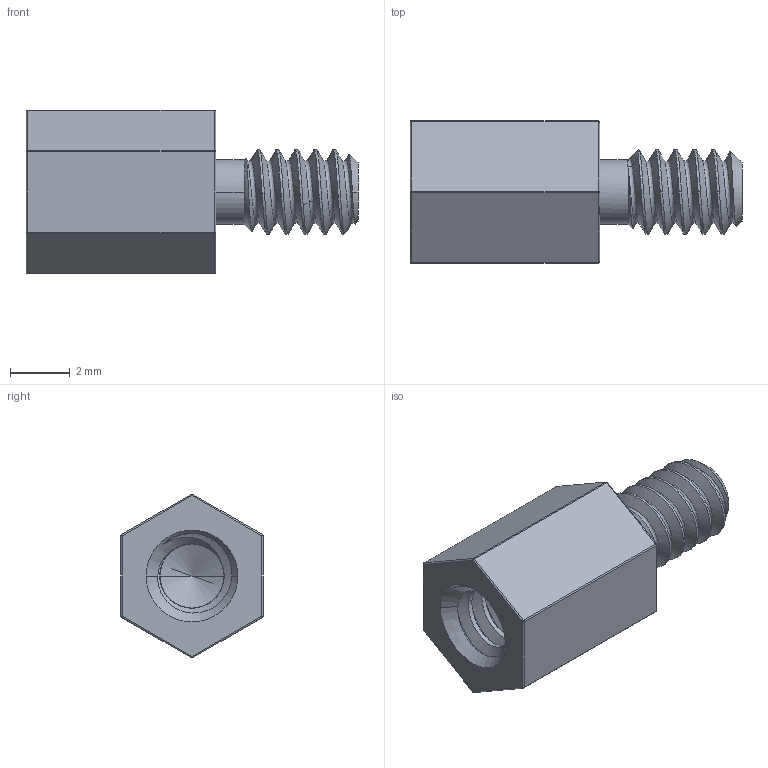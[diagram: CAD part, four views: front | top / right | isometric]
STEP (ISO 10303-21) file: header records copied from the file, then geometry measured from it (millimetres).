
FILE_DESCRIPTION((''),'2;1');
FILE_NAME('MALE_FEMALE_STANDOFF','2022-01-06T',('SYSTEM'),(''),'PRO/ENGINEER BY PARAMETRIC TECHNOLOGY CORPORATION, 2016360','PRO/ENGINEER BY PARAMETRIC TECHNOLOGY CORPORATION, 2016360','');
FILE_SCHEMA(('AUTOMOTIVE_DESIGN { 1 0 10303 214 1 1 1 1 }'));
Length unit declared in the file: inch
Products named in the file (1): MALE_FEMALE_STANDOFF
Bounding box: 11.11 x 4.76 x 5.48 mm (x, y, z)
Volume: 126.7 mm3; surface area: 240.4 mm2
Topology: 1 solids, 1 shells, 82 faces, 188 edges, 109 vertices
Faces by surface type: cylinder 39, bspline 14, sphere 12, plane 10, cone 7
Entity records: 6520 total; most frequent: CARTESIAN_POINT 4030, ORIENTED_EDGE 372, DIRECTION 308, PRESENTATION_STYLE_ASSIGNMENT 187, STYLED_ITEM 187, CURVE_STYLE 186, EDGE_CURVE 186, AXIS2_PLACEMENT_3D 121
